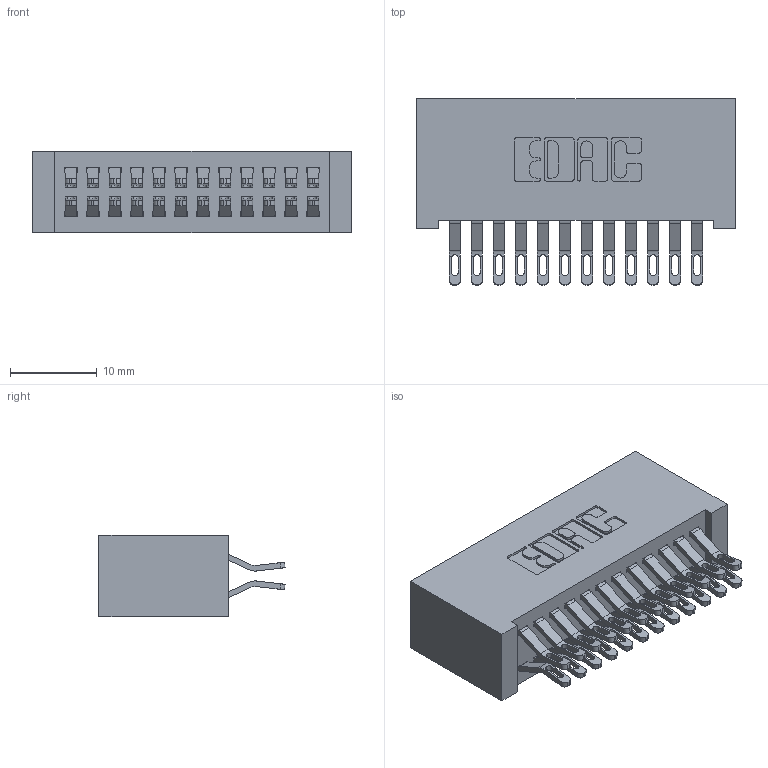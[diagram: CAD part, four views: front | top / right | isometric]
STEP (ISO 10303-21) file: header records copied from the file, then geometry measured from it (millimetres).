
FILE_DESCRIPTION (( 'STEP AP203' ), '1' );
FILE_NAME ('392-024-555-201.STEP', '2018-08-15T14:19:30', ( '' ), ( '' ), 'SwSTEP 2.0', 'SolidWorks 2016', '' );
FILE_SCHEMA (( 'CONFIG_CONTROL_DESIGN' ));
Length unit declared in the file: inch
Products named in the file (3): 342 Part_Lugless; 345-292-001_555 Tail; 392-024-555-201
Assembly tree (25 placements, depth 2):
  392-024-555-201
    342 Part_Lugless
    345-292-001_555 Tail  x24
Bounding box: 36.73 x 21.47 x 9.4 mm (x, y, z)
Volume: 3664.2 mm3; surface area: 5903.7 mm2
Topology: 25 solids, 25 shells, 1494 faces, 4667 edges, 3110 vertices
Faces by surface type: plane 878, cylinder 616
Entity records: 11517 total; most frequent: CARTESIAN_POINT 1976, ORIENTED_EDGE 1882, DIRECTION 1705, EDGE_CURVE 941, LINE 801, VECTOR 801, VERTEX_POINT 626, AXIS2_PLACEMENT_3D 452
